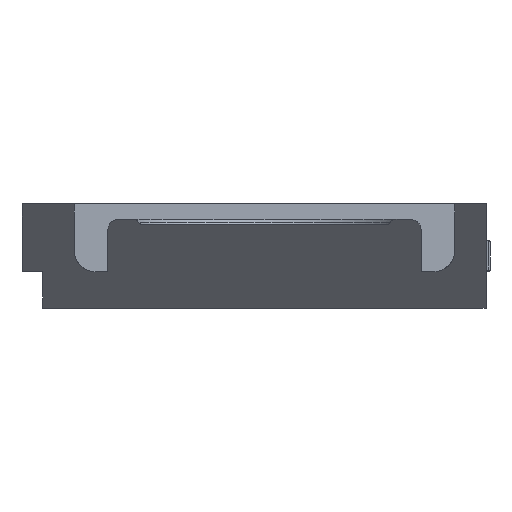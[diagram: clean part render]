
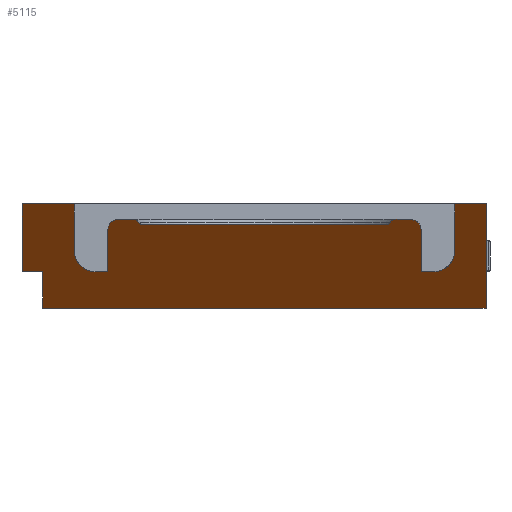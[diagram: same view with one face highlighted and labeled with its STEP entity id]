
A CAD part, front view. The second image highlights one B-rep face of the part: STEP entity #5115.
In plain terms, the highlighted planar face has unit normal (0, -0.707, -0.707).
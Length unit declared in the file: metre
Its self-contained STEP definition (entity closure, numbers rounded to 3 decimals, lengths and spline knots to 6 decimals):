
#26=ELLIPSE('',#5231,0.001414,0.001);
#27=ELLIPSE('',#5233,0.001414,0.001);
#28=ELLIPSE('',#5242,0.002828,0.002);
#47=ELLIPSE('',#5342,0.005657,0.004);
#69=ELLIPSE('',#5505,0.005657,0.004);
#70=ELLIPSE('',#5509,0.002828,0.002);
#71=ELLIPSE('',#5511,0.001414,0.001);
#72=ELLIPSE('',#5513,0.001414,0.001);
#1546=ORIENTED_EDGE('',*,*,#1841,.T.);
#1547=ORIENTED_EDGE('',*,*,#1840,.F.);
#1548=ORIENTED_EDGE('',*,*,#2345,.T.);
#1549=ORIENTED_EDGE('',*,*,#2016,.T.);
#1550=ORIENTED_EDGE('',*,*,#2347,.T.);
#1551=ORIENTED_EDGE('',*,*,#2349,.T.);
#1552=ORIENTED_EDGE('',*,*,#2351,.T.);
#1553=ORIENTED_EDGE('',*,*,#2353,.T.);
#1554=ORIENTED_EDGE('',*,*,#2354,.T.);
#1555=ORIENTED_EDGE('',*,*,#2027,.T.);
#1556=ORIENTED_EDGE('',*,*,#2356,.T.);
#1557=ORIENTED_EDGE('',*,*,#2357,.T.);
#1558=ORIENTED_EDGE('',*,*,#1695,.T.);
#1559=ORIENTED_EDGE('',*,*,#2039,.T.);
#1560=ORIENTED_EDGE('',*,*,#2035,.T.);
#1561=ORIENTED_EDGE('',*,*,#2032,.T.);
#1562=ORIENTED_EDGE('',*,*,#2047,.T.);
#1563=ORIENTED_EDGE('',*,*,#2153,.T.);
#1564=ORIENTED_EDGE('',*,*,#2167,.T.);
#1565=ORIENTED_EDGE('',*,*,#2204,.T.);
#1566=ORIENTED_EDGE('',*,*,#2221,.T.);
#1567=ORIENTED_EDGE('',*,*,#2022,.T.);
#1568=ORIENTED_EDGE('',*,*,#2021,.F.);
#1569=ORIENTED_EDGE('',*,*,#2358,.T.);
#1570=ORIENTED_EDGE('',*,*,#2359,.T.);
#1571=ORIENTED_EDGE('',*,*,#2010,.T.);
#1695=EDGE_CURVE('',#2406,#2410,#2891,.T.);
#1840=EDGE_CURVE('',#2555,#2556,#3030,.T.);
#1841=EDGE_CURVE('',#2557,#2556,#3031,.T.);
#2010=EDGE_CURVE('',#2712,#2557,#3191,.T.);
#2016=EDGE_CURVE('',#2718,#2717,#3197,.T.);
#2021=EDGE_CURVE('',#2722,#2723,#3202,.T.);
#2022=EDGE_CURVE('',#2715,#2723,#3203,.T.);
#2027=EDGE_CURVE('',#2729,#2728,#3207,.T.);
#2032=EDGE_CURVE('',#2725,#2733,#3211,.T.);
#2035=EDGE_CURVE('',#2735,#2725,#26,.T.);
#2039=EDGE_CURVE('',#2410,#2735,#27,.T.);
#2047=EDGE_CURVE('',#2733,#2740,#28,.T.);
#2153=EDGE_CURVE('',#2740,#2774,#3305,.T.);
#2167=EDGE_CURVE('',#2774,#2779,#3316,.T.);
#2204=EDGE_CURVE('',#2779,#2809,#47,.T.);
#2221=EDGE_CURVE('',#2809,#2715,#3348,.T.);
#2345=EDGE_CURVE('',#2555,#2718,#3433,.T.);
#2347=EDGE_CURVE('',#2717,#2840,#3435,.T.);
#2349=EDGE_CURVE('',#2840,#2841,#69,.T.);
#2351=EDGE_CURVE('',#2841,#2842,#3438,.T.);
#2353=EDGE_CURVE('',#2842,#2843,#3440,.T.);
#2354=EDGE_CURVE('',#2843,#2729,#70,.T.);
#2356=EDGE_CURVE('',#2728,#2844,#71,.T.);
#2357=EDGE_CURVE('',#2844,#2406,#72,.T.);
#2358=EDGE_CURVE('',#2722,#2845,#3442,.T.);
#2359=EDGE_CURVE('',#2845,#2712,#3443,.T.);
#2406=VERTEX_POINT('',#6975);
#2410=VERTEX_POINT('',#6991);
#2555=VERTEX_POINT('',#7282);
#2556=VERTEX_POINT('',#7284);
#2557=VERTEX_POINT('',#7286);
#2712=VERTEX_POINT('',#7627);
#2715=VERTEX_POINT('',#7634);
#2717=VERTEX_POINT('',#7638);
#2718=VERTEX_POINT('',#7640);
#2722=VERTEX_POINT('',#7648);
#2723=VERTEX_POINT('',#7650);
#2725=VERTEX_POINT('',#7655);
#2728=VERTEX_POINT('',#7766);
#2729=VERTEX_POINT('',#7768);
#2733=VERTEX_POINT('',#7776);
#2735=VERTEX_POINT('',#7781);
#2740=VERTEX_POINT('',#7931);
#2774=VERTEX_POINT('',#8123);
#2779=VERTEX_POINT('',#8148);
#2809=VERTEX_POINT('',#8240);
#2840=VERTEX_POINT('',#8529);
#2841=VERTEX_POINT('',#8533);
#2842=VERTEX_POINT('',#8537);
#2843=VERTEX_POINT('',#8541);
#2844=VERTEX_POINT('',#8547);
#2845=VERTEX_POINT('',#8553);
#2891=LINE('',#6992,#3497);
#3030=LINE('',#7283,#3636);
#3031=LINE('',#7285,#3637);
#3191=LINE('',#7626,#3797);
#3197=LINE('',#7639,#3803);
#3202=LINE('',#7649,#3808);
#3203=LINE('',#7651,#3809);
#3207=LINE('',#7767,#3813);
#3211=LINE('',#7777,#3817);
#3305=LINE('',#8124,#3911);
#3316=LINE('',#8149,#3922);
#3348=LINE('',#8267,#3954);
#3433=LINE('',#8526,#4039);
#3435=LINE('',#8530,#4041);
#3438=LINE('',#8538,#4044);
#3440=LINE('',#8542,#4046);
#3442=LINE('',#8552,#4048);
#3443=LINE('',#8554,#4049);
#3497=VECTOR('',#5630,1.);
#3636=VECTOR('',#5783,1.);
#3637=VECTOR('',#5784,1.);
#3797=VECTOR('',#5986,1.);
#3803=VECTOR('',#5994,1.);
#3808=VECTOR('',#5999,1.);
#3809=VECTOR('',#6000,1.);
#3813=VECTOR('',#6006,1.);
#3817=VECTOR('',#6012,1.);
#3911=VECTOR('',#6264,1.);
#3922=VECTOR('',#6293,1.);
#3954=VECTOR('',#6405,1.);
#4039=VECTOR('',#6780,1.);
#4041=VECTOR('',#6784,1.);
#4044=VECTOR('',#6793,1.);
#4046=VECTOR('',#6797,1.);
#4048=VECTOR('',#6813,1.);
#4049=VECTOR('',#6814,1.);
#4344=EDGE_LOOP('',(#1546,#1547,#1548,#1549,#1550,#1551,#1552,#1553,#1554,
#1555,#1556,#1557,#1558,#1559,#1560,#1561,#1562,#1563,#1564,#1565,#1566,
#1567,#1568,#1569,#1570,#1571));
#4655=FACE_BOUND('',#4344,.T.);
#4861=PLANE('',#5514);
#5115=ADVANCED_FACE('',(#4655),#4861,.T.);
#5231=AXIS2_PLACEMENT_3D('',#7786,#6016,#6017);
#5233=AXIS2_PLACEMENT_3D('',#7861,#6020,#6021);
#5242=AXIS2_PLACEMENT_3D('',#7932,#6039,#6040);
#5342=AXIS2_PLACEMENT_3D('',#8241,#6364,#6365);
#5505=AXIS2_PLACEMENT_3D('',#8534,#6788,#6789);
#5509=AXIS2_PLACEMENT_3D('',#8544,#6800,#6801);
#5511=AXIS2_PLACEMENT_3D('',#8548,#6805,#6806);
#5513=AXIS2_PLACEMENT_3D('',#8550,#6809,#6810);
#5514=AXIS2_PLACEMENT_3D('',#8551,#6811,#6812);
#5630=DIRECTION('',(-1.,0.,0.));
#5783=DIRECTION('',(-1.,0.,0.));
#5784=DIRECTION('',(1.,0.,0.));
#5986=DIRECTION('',(0.,0.707,-0.707));
#5994=DIRECTION('',(-1.,0.,0.));
#5999=DIRECTION('',(1.,0.,0.));
#6000=DIRECTION('',(-1.,0.,0.));
#6006=DIRECTION('',(-1.,0.,0.));
#6012=DIRECTION('',(-1.,0.,0.));
#6016=DIRECTION('',(0.,-0.707,-0.707));
#6017=DIRECTION('',(0.,-0.707,0.707));
#6020=DIRECTION('',(0.,0.707,0.707));
#6021=DIRECTION('',(0.,0.707,-0.707));
#6039=DIRECTION('',(0.,-0.707,-0.707));
#6040=DIRECTION('',(0.,-0.707,0.707));
#6264=DIRECTION('',(0.,0.707,-0.707));
#6293=DIRECTION('',(-1.,0.,0.));
#6364=DIRECTION('',(0.,0.707,0.707));
#6365=DIRECTION('',(0.,0.707,-0.707));
#6405=DIRECTION('',(0.,-0.707,0.707));
#6780=DIRECTION('',(0.,-0.707,0.707));
#6784=DIRECTION('',(0.,0.707,-0.707));
#6788=DIRECTION('',(0.,0.707,0.707));
#6789=DIRECTION('',(0.,0.707,-0.707));
#6793=DIRECTION('',(-1.,0.,0.));
#6797=DIRECTION('',(0.,-0.707,0.707));
#6800=DIRECTION('',(0.,-0.707,-0.707));
#6801=DIRECTION('',(0.,-0.707,0.707));
#6805=DIRECTION('',(0.,-0.707,-0.707));
#6806=DIRECTION('',(0.,-0.707,0.707));
#6809=DIRECTION('',(0.,0.707,0.707));
#6810=DIRECTION('',(0.,0.707,-0.707));
#6811=DIRECTION('',(0.,-0.707,-0.707));
#6812=DIRECTION('',(1.,0.,0.));
#6813=DIRECTION('',(0.,0.707,-0.707));
#6814=DIRECTION('',(1.,0.,0.));
#6975=CARTESIAN_POINT('',(0.248785,-0.236,0.002));
#6991=CARTESIAN_POINT('',(0.202204,-0.236,0.002));
#6992=CARTESIAN_POINT('',(0.194236,-0.236,0.002));
#7282=CARTESIAN_POINT('',(0.268,-0.22,-0.014));
#7283=CARTESIAN_POINT('',(0.268002,-0.22,-0.014));
#7284=CARTESIAN_POINT('',(0.26405,-0.22,-0.014));
#7285=CARTESIAN_POINT('',(0.2155,-0.22,-0.014));
#7286=CARTESIAN_POINT('',(0.183,-0.22,-0.014));
#7626=CARTESIAN_POINT('',(0.183,-0.210251,-0.023749));
#7627=CARTESIAN_POINT('',(0.183,-0.227,-0.007));
#7634=CARTESIAN_POINT('',(0.189,-0.24,0.006));
#7638=CARTESIAN_POINT('',(0.262,-0.24,0.006));
#7639=CARTESIAN_POINT('',(0.268,-0.24,0.006));
#7640=CARTESIAN_POINT('',(0.268,-0.24,0.006));
#7648=CARTESIAN_POINT('',(0.179,-0.24,0.006));
#7649=CARTESIAN_POINT('',(0.179,-0.24,0.006));
#7650=CARTESIAN_POINT('',(0.183,-0.24,0.006));
#7651=CARTESIAN_POINT('',(0.189,-0.24,0.006));
#7655=CARTESIAN_POINT('',(0.200472,-0.237,0.003));
#7766=CARTESIAN_POINT('',(0.250517,-0.237,0.003));
#7767=CARTESIAN_POINT('',(0.194236,-0.237,0.003));
#7768=CARTESIAN_POINT('',(0.253528,-0.237,0.003));
#7776=CARTESIAN_POINT('',(0.197472,-0.237,0.003));
#7777=CARTESIAN_POINT('',(0.194236,-0.237,0.003));
#7781=CARTESIAN_POINT('',(0.201338,-0.2365,0.0025));
#7786=CARTESIAN_POINT('',(0.200472,-0.236,0.002));
#7861=CARTESIAN_POINT('',(0.202204,-0.237,0.003));
#7931=CARTESIAN_POINT('',(0.195472,-0.235,0.001));
#7932=CARTESIAN_POINT('',(0.197472,-0.235,0.001));
#8123=CARTESIAN_POINT('',(0.195472,-0.227,-0.007));
#8124=CARTESIAN_POINT('',(0.195472,-0.196411,-0.037589));
#8148=CARTESIAN_POINT('',(0.193,-0.227,-0.007));
#8149=CARTESIAN_POINT('',(0.19425,-0.227,-0.007));
#8240=CARTESIAN_POINT('',(0.189,-0.231,-0.003));
#8241=CARTESIAN_POINT('',(0.193,-0.231,-0.003));
#8267=CARTESIAN_POINT('',(0.189,-0.149001,-0.084999));
#8526=CARTESIAN_POINT('',(0.268,-0.149001,-0.084999));
#8529=CARTESIAN_POINT('',(0.262,-0.231,-0.003));
#8530=CARTESIAN_POINT('',(0.262,-0.149001,-0.084999));
#8533=CARTESIAN_POINT('',(0.258,-0.227,-0.007));
#8534=CARTESIAN_POINT('',(0.258,-0.231,-0.003));
#8537=CARTESIAN_POINT('',(0.255528,-0.227,-0.007));
#8538=CARTESIAN_POINT('',(0.19425,-0.227,-0.007));
#8541=CARTESIAN_POINT('',(0.255528,-0.235,0.001));
#8542=CARTESIAN_POINT('',(0.255528,-0.211248,-0.022752));
#8544=CARTESIAN_POINT('',(0.253528,-0.235,0.001));
#8547=CARTESIAN_POINT('',(0.249651,-0.2365,0.0025));
#8548=CARTESIAN_POINT('',(0.250517,-0.236,0.002));
#8550=CARTESIAN_POINT('',(0.248785,-0.237,0.003));
#8551=CARTESIAN_POINT('',(0.163,-0.190503,-0.043497));
#8552=CARTESIAN_POINT('',(0.179,-0.210251,-0.023749));
#8553=CARTESIAN_POINT('',(0.179,-0.227,-0.007));
#8554=CARTESIAN_POINT('',(0.179,-0.227,-0.007));
